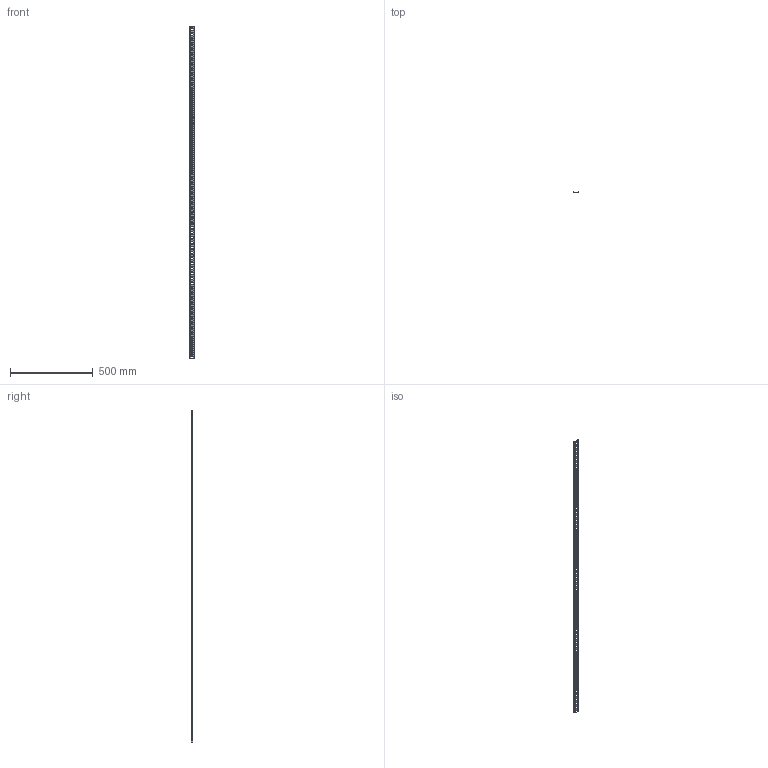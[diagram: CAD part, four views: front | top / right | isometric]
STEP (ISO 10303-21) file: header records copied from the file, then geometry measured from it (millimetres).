
FILE_DESCRIPTION (( 'STEP AP214' ), '1' );
FILE_NAME ('DNR-3-1,0-2000.STEP', '2023-11-30T07:55:08', ( '' ), ( '' ), 'SwSTEP 2.0', 'SolidWorks 2022', '' );
FILE_SCHEMA (( 'AUTOMOTIVE_DESIGN' ));
Length unit declared in the file: millimetre
Products named in the file (1): DNR-3-1,0-2000
Bounding box: 35 x 7.5 x 2000 mm (x, y, z)
Volume: 82791.3 mm3; surface area: 172825.3 mm2
Topology: 1 solids, 1 shells, 306 faces, 880 edges, 576 vertices
Faces by surface type: plane 165, cylinder 141
Entity records: 10359 total; most frequent: DIRECTION 1776, CARTESIAN_POINT 1763, ORIENTED_EDGE 1760, EDGE_CURVE 880, LINE 598, VECTOR 598, AXIS2_PLACEMENT_3D 589, VERTEX_POINT 576
